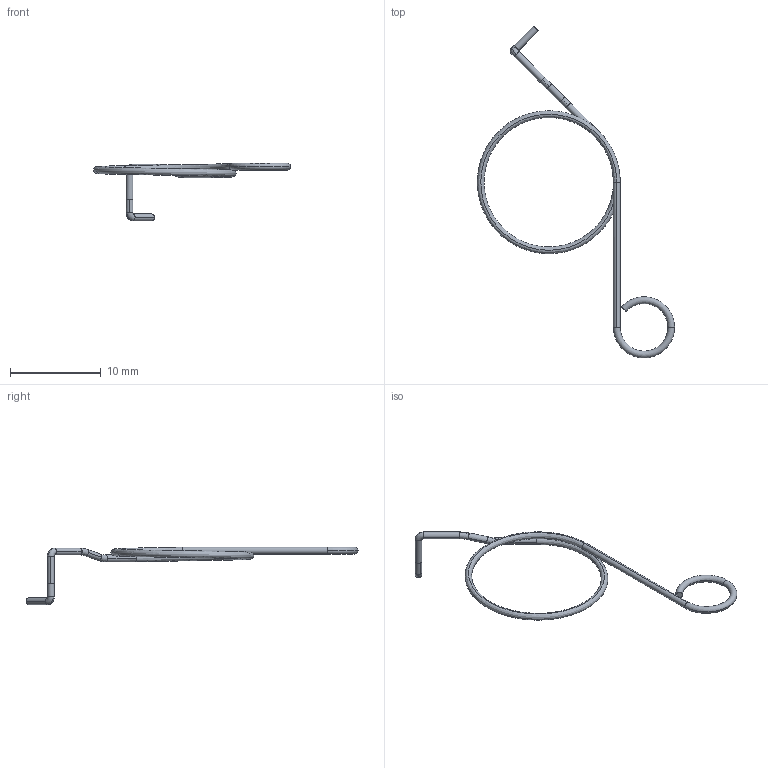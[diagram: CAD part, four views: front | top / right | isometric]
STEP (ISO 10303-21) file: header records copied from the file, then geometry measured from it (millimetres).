
FILE_DESCRIPTION (( 'STEP AP214' ), '1' );
FILE_NAME ('Zeroing Lever Spring.STEP', '2025-07-06T08:34:25', ( '' ), ( '' ), 'SwSTEP 2.0', 'SolidWorks 2025', '' );
FILE_SCHEMA (( 'AUTOMOTIVE_DESIGN' ));
Length unit declared in the file: millimetre
Products named in the file (1): Zeroing Lever Spring
Bounding box: 21.75 x 36.61 x 6.35 mm (x, y, z)
Volume: 47.4 mm3; surface area: 253.8 mm2
Topology: 1 solids, 1 shells, 30 faces, 93 edges, 78 vertices
Faces by surface type: torus 12, cylinder 12, bspline 4, plane 2
Entity records: 1720 total; most frequent: CARTESIAN_POINT 866, DIRECTION 199, ORIENTED_EDGE 160, AXIS2_PLACEMENT_3D 90, EDGE_CURVE 80, CIRCLE 63, VERTEX_POINT 52, ADVANCED_FACE 30
